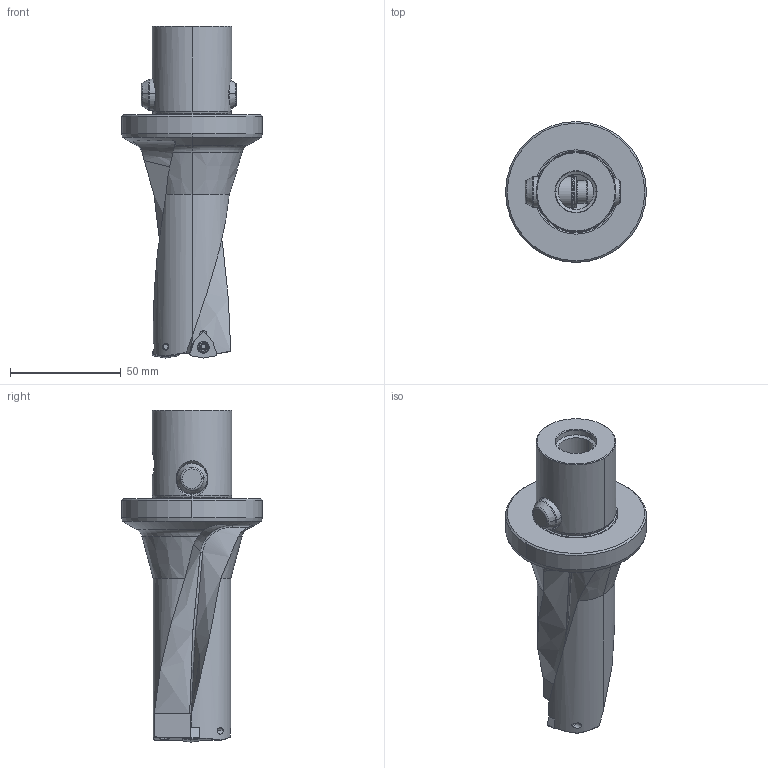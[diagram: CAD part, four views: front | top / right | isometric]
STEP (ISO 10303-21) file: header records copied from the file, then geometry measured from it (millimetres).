
FILE_DESCRIPTION(('no description'),'unknown implementation level');
FILE_NAME('F73629ED-ADC7-4CE9-8FC9-12FD65341EBE_export.stp',' ',('CIMSOURCE GmbH'),('CADClick - KiM GmbH - www.kimweb.de'),'unknown preprocess','ACIS','unknown authorization');
FILE_SCHEMA(('automotive_design'));
Length unit declared in the file: millimetre
Products named in the file (7): 336.636 Kaiser WB 36-72 X CK6|694.137 Kasier ETL M3,5 X 9,4 T10 IP 10S_Standard;NONE; 336.636 Kaiser WB 36-72 X CK6|336.636 Kaiser WB 36-72 X CK6_Standard-2;NONE; 336.636 Kaiser WB 36-72 X CK6|336.636 Kaiser WB 36-72 X CK6_Standard-1;NONE; 336.636 Kaiser WB 36-72 X CK6|336.636 Kaiser WB 36-72 X CK6_Standard;NONE; 336.636 Kaiser WB 36-72 X CK6|691.506 Kaiser ETL D14 X 43K_Standard|691.526 Mitnehmerbolzen_Standard;NONE; 336.636 Kaiser WB 36-72 X CK6|691.506 Kaiser ETL D14 X 43K_Standard|693.305 Sprengring_Standard;NONE
Bounding box: 63.5 x 63.5 x 149.8 mm (x, y, z)
Volume: 140745 mm3; surface area: 31841.2 mm2
Topology: 7 solids, 7 shells, 361 faces, 891 edges, 544 vertices
Faces by surface type: cylinder 121, plane 90, cone 78, torus 44, bspline 28
Entity records: 36381 total; most frequent: CARTESIAN_POINT 17688, DIRECTION 1848, STYLED_ITEM 1797, PRESENTATION_STYLE_ASSIGNMENT 1797, COLOUR_RGB 1797, ORIENTED_EDGE 1770, EDGE_CURVE 885, CURVE_STYLE 885
